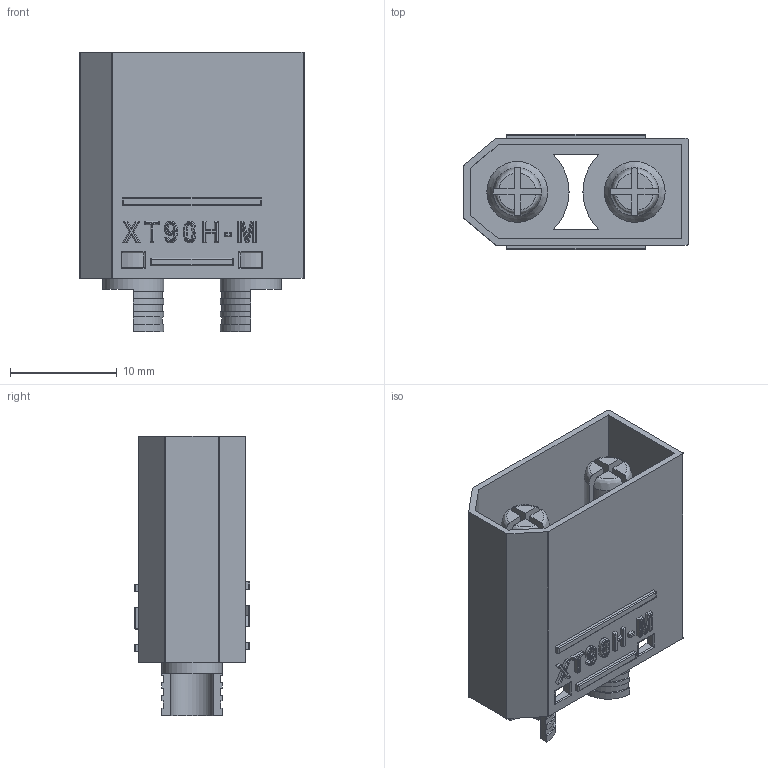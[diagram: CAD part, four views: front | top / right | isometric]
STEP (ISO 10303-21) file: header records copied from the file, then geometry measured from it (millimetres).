
FILE_DESCRIPTION(/* description */ ('STEP AP214'),/* implementation_level */ '2;1');
FILE_NAME(/* name */ 'XT90H-M.step',/* time_stamp */ '2026-02-05T14:43:02+01:00',/* author */ (''),/* organization */ (''),/* preprocessor_version */ 'ST-DEVELOPER v20.1',/* originating_system */ 'Autodesk Translation Framework v14.24.0.0',/* authorisation */ '');
FILE_SCHEMA (('AUTOMOTIVE_DESIGN { 1 0 10303 214 3 1 1 }'));
Length unit declared in the file: millimetre
Products named in the file (1): XT90H-M SBORKA PART
Bounding box: 21 x 10.8 x 26.2 mm (x, y, z)
Volume: 1804.4 mm3; surface area: 4172.8 mm2
Topology: 3 solids, 3 shells, 479 faces, 1168 edges, 718 vertices
Faces by surface type: plane 225, cylinder 162, bspline 88, cone 4
Full cylindrical faces by diameter (mm): 4 x2, 4.5 x2, 5.7 x4, 8.5 x2
Entity records: 21553 total; most frequent: CARTESIAN_POINT 10720, ORIENTED_EDGE 2336, DIRECTION 2046, EDGE_CURVE 1168, LINE 750, VECTOR 750, VERTEX_POINT 718, AXIS2_PLACEMENT_3D 648
